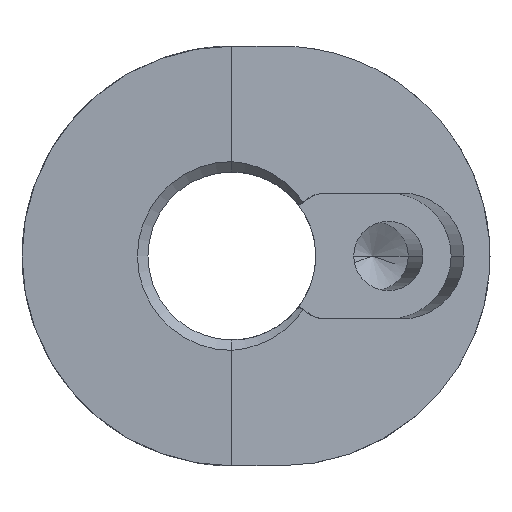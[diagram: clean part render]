
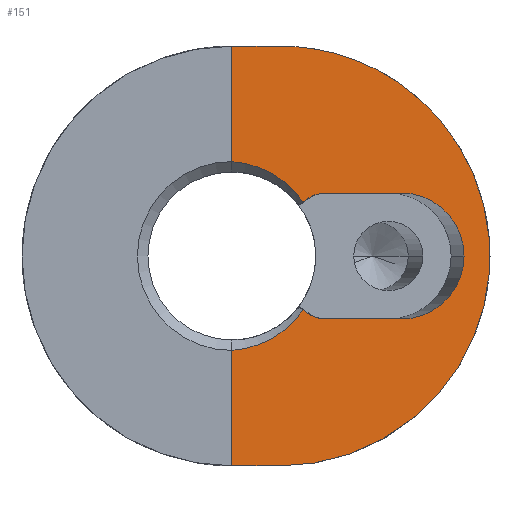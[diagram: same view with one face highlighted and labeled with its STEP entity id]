
A CAD part, left-side view. The second image highlights one B-rep face of the part: STEP entity #151.
In plain terms, the highlighted planar face has unit normal (-0.998, -0.07, 0).
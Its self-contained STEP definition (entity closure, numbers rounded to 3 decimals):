
#16 = DIRECTION ( 'NONE',  ( -0.07, 0.998, 0. ) ) ;
#18 = LINE ( 'NONE', #1613, #1316 ) ;
#23 = VERTEX_POINT ( 'NONE', #699 ) ;
#24 = CARTESIAN_POINT ( 'NONE',  ( 0.238, -3.406, -2.561 ) ) ;
#29 = VERTEX_POINT ( 'NONE', #1494 ) ;
#38 =( BOUNDED_CURVE ( )  B_SPLINE_CURVE ( 3, ( #135, #245, #113, #105 ),
 .UNSPECIFIED., .F., .F. ) 
 B_SPLINE_CURVE_WITH_KNOTS ( ( 4, 4 ),
 ( 3.745, 4.642 ),
 .UNSPECIFIED. ) 
 CURVE ( )  GEOMETRIC_REPRESENTATION_ITEM ( )  RATIONAL_B_SPLINE_CURVE ( ( 1., 0.934, 0.934, 1. ) ) 
 REPRESENTATION_ITEM ( '' )  );
#57 = CARTESIAN_POINT ( 'NONE',  ( 0.248, -3.545, 2.7 ) ) ;
#63 = DIRECTION ( 'NONE',  ( -0.998, -0.07, 0. ) ) ;
#65 = CARTESIAN_POINT ( 'NONE',  ( 0.259, -3.711, 2.811 ) ) ;
#81 = LINE ( 'NONE', #1075, #1060 ) ;
#99 = VECTOR ( 'NONE', #570, 1000. ) ;
#105 = CARTESIAN_POINT ( 'NONE',  ( 0., 0., 4.5 ) ) ;
#109 = DIRECTION ( 'NONE',  ( 0., 0., 1. ) ) ;
#113 = CARTESIAN_POINT ( 'NONE',  ( 0.098, -1.396, 4.402 ) ) ;
#116 = CARTESIAN_POINT ( 'NONE',  ( 0.564, -8.07, 0. ) ) ;
#121 = DIRECTION ( 'NONE',  ( 0.07, -0.998, 0. ) ) ;
#135 = CARTESIAN_POINT ( 'NONE',  ( 0.238, -3.406, 2.561 ) ) ;
#138 = LINE ( 'NONE', #644, #99 ) ;
#151 = ADVANCED_FACE ( 'NONE', ( #1238 ), #915, .T. ) ;
#199 = LINE ( 'NONE', #1555, #1131 ) ;
#200 = ORIENTED_EDGE ( 'NONE', *, *, #814, .F. ) ;
#220 = VERTEX_POINT ( 'NONE', #932 ) ;
#221 = VECTOR ( 'NONE', #1486, 1000. ) ;
#222 = ORIENTED_EDGE ( 'NONE', *, *, #635, .T. ) ;
#226 = CARTESIAN_POINT ( 'NONE',  ( 0.285, -4.072, 2.961 ) ) ;
#235 = VERTEX_POINT ( 'NONE', #1149 ) ;
#245 = CARTESIAN_POINT ( 'NONE',  ( 0.183, -2.612, 3.711 ) ) ;
#260 = CARTESIAN_POINT ( 'NONE',  ( 0.298, -4.268, 3. ) ) ;
#303 = ORIENTED_EDGE ( 'NONE', *, *, #1007, .T. ) ;
#309 = CARTESIAN_POINT ( 'NONE',  ( 0.312, -4.464, 3. ) ) ;
#327 = AXIS2_PLACEMENT_3D ( 'NONE', #116, #63, #121 ) ;
#331 = CARTESIAN_POINT ( 'NONE',  ( 1.559, -22.3, 10. ) ) ;
#336 = VECTOR ( 'NONE', #843, 1000. ) ;
#354 = CARTESIAN_POINT ( 'NONE',  ( 0.161, -2.3, -10. ) ) ;
#370 = CARTESIAN_POINT ( 'NONE',  ( 0.238, -3.406, 2.561 ) ) ;
#418 = CARTESIAN_POINT ( 'NONE',  ( 0.161, -2.3, -10. ) ) ;
#449 = EDGE_LOOP ( 'NONE', ( #1148, #1264, #200, #303, #1174, #222, #1502, #1183, #1061, #963, #623, #541, #1448 ) ) ;
#455 = CARTESIAN_POINT ( 'NONE',  ( 0., 0., -4.5 ) ) ;
#459 = CARTESIAN_POINT ( 'NONE',  ( 0., 0., -10. ) ) ;
#466 = CARTESIAN_POINT ( 'NONE',  ( 0., 0., 10. ) ) ;
#473 = CIRCLE ( 'NONE', #756, 3. ) ;
#512 = EDGE_CURVE ( 'NONE', #1614, #220, #1142, .T. ) ;
#538 = CARTESIAN_POINT ( 'NONE',  ( 0.098, -1.396, -4.402 ) ) ;
#541 = ORIENTED_EDGE ( 'NONE', *, *, #1064, .F. ) ;
#542 = CARTESIAN_POINT ( 'NONE',  ( 0.238, -3.406, -2.561 ) ) ;
#546 = CARTESIAN_POINT ( 'NONE',  ( 0.259, -3.711, -2.811 ) ) ;
#565 = EDGE_CURVE ( 'NONE', #1137, #634, #626, .T. ) ;
#570 = DIRECTION ( 'NONE',  ( 0.07, -0.998, 0. ) ) ;
#584 = VERTEX_POINT ( 'NONE', #610 ) ;
#610 = CARTESIAN_POINT ( 'NONE',  ( 0.564, -8.07, -3. ) ) ;
#622 = VERTEX_POINT ( 'NONE', #459 ) ;
#623 = ORIENTED_EDGE ( 'NONE', *, *, #1240, .F. ) ;
#626 =( BOUNDED_CURVE ( )  B_SPLINE_CURVE ( 3, ( #1268, #538, #949, #542 ),
 .UNSPECIFIED., .F., .F. ) 
 B_SPLINE_CURVE_WITH_KNOTS ( ( 4, 4 ),
 ( 1.641, 2.538 ),
 .UNSPECIFIED. ) 
 CURVE ( )  GEOMETRIC_REPRESENTATION_ITEM ( )  RATIONAL_B_SPLINE_CURVE ( ( 1., 0.934, 0.934, 1. ) ) 
 REPRESENTATION_ITEM ( '' )  );
#632 = DIRECTION ( 'NONE',  ( 0.07, -0.998, 0. ) ) ;
#634 = VERTEX_POINT ( 'NONE', #24 ) ;
#635 = EDGE_CURVE ( 'NONE', #220, #1111, #18, .T. ) ;
#644 = CARTESIAN_POINT ( 'NONE',  ( 0.355, -5.078, -3. ) ) ;
#651 = CARTESIAN_POINT ( 'NONE',  ( 0.564, -8.07, 0. ) ) ;
#656 = DIRECTION ( 'NONE',  ( -0.998, -0.07, 0. ) ) ;
#665 = CARTESIAN_POINT ( 'NONE',  ( 0.285, -4.072, -2.961 ) ) ;
#680 = LINE ( 'NONE', #907, #336 ) ;
#689 = EDGE_CURVE ( 'NONE', #634, #23, #1090, .T. ) ;
#698 = CARTESIAN_POINT ( 'NONE',  ( 0.298, -4.268, -3. ) ) ;
#699 = CARTESIAN_POINT ( 'NONE',  ( 0.312, -4.464, -3. ) ) ;
#706 = CARTESIAN_POINT ( 'NONE',  ( 0.248, -3.545, -2.7 ) ) ;
#720 = CARTESIAN_POINT ( 'NONE',  ( 0.238, -3.406, -2.561 ) ) ;
#756 = AXIS2_PLACEMENT_3D ( 'NONE', #651, #656, #632 ) ;
#814 = EDGE_CURVE ( 'NONE', #622, #1137, #81, .T. ) ;
#843 = DIRECTION ( 'NONE',  ( -0.07, 0.998, 0. ) ) ;
#872 = EDGE_CURVE ( 'NONE', #1406, #1584, #680, .T. ) ;
#879 = VERTEX_POINT ( 'NONE', #1067 ) ;
#907 = CARTESIAN_POINT ( 'NONE',  ( 0.355, -5.078, 3. ) ) ;
#915 = PLANE ( 'NONE',  #1559 ) ;
#932 = CARTESIAN_POINT ( 'NONE',  ( 0.161, -2.3, 10. ) ) ;
#934 = B_SPLINE_CURVE_WITH_KNOTS ( 'NONE', 3,
 ( #309, #260, #226, #65, #57, #370 ),
 .UNSPECIFIED., .F., .F.,
 ( 4, 2, 4 ),
 ( 0., 0.001, 0.001 ),
 .UNSPECIFIED. ) ;
#949 = CARTESIAN_POINT ( 'NONE',  ( 0.183, -2.612, -3.711 ) ) ;
#963 = ORIENTED_EDGE ( 'NONE', *, *, #872, .F. ) ;
#1005 = DIRECTION ( 'NONE',  ( 0., 0., 1. ) ) ;
#1007 = EDGE_CURVE ( 'NONE', #622, #1614, #1217, .T. ) ;
#1060 = VECTOR ( 'NONE', #1005, 1000. ) ;
#1061 = ORIENTED_EDGE ( 'NONE', *, *, #1161, .F. ) ;
#1064 = EDGE_CURVE ( 'NONE', #584, #235, #473, .T. ) ;
#1067 = CARTESIAN_POINT ( 'NONE',  ( 0., 0., 4.5 ) ) ;
#1075 = CARTESIAN_POINT ( 'NONE',  ( 0., 0., 0. ) ) ;
#1090 = B_SPLINE_CURVE_WITH_KNOTS ( 'NONE', 3,
 ( #720, #706, #546, #665, #698, #1191 ),
 .UNSPECIFIED., .F., .F.,
 ( 4, 2, 4 ),
 ( 0., 0.001, 0.001 ),
 .UNSPECIFIED. ) ;
#1096 = EDGE_CURVE ( 'NONE', #23, #584, #138, .T. ) ;
#1111 = VERTEX_POINT ( 'NONE', #466 ) ;
#1131 = VECTOR ( 'NONE', #109, 1000. ) ;
#1137 = VERTEX_POINT ( 'NONE', #455 ) ;
#1142 =( BOUNDED_CURVE ( )  B_SPLINE_CURVE ( 3, ( #354, #1289, #331, #1302 ),
 .UNSPECIFIED., .F., .F. ) 
 B_SPLINE_CURVE_WITH_KNOTS ( ( 4, 4 ),
 ( 1.571, 4.712 ),
 .UNSPECIFIED. ) 
 CURVE ( )  GEOMETRIC_REPRESENTATION_ITEM ( )  RATIONAL_B_SPLINE_CURVE ( ( 1., 0.333, 0.333, 1. ) ) 
 REPRESENTATION_ITEM ( '' )  );
#1148 = ORIENTED_EDGE ( 'NONE', *, *, #689, .F. ) ;
#1149 = CARTESIAN_POINT ( 'NONE',  ( 0.774, -11.063, 0. ) ) ;
#1161 = EDGE_CURVE ( 'NONE', #1584, #29, #934, .T. ) ;
#1169 = CIRCLE ( 'NONE', #327, 3. ) ;
#1172 = EDGE_CURVE ( 'NONE', #29, #879, #38, .T. ) ;
#1174 = ORIENTED_EDGE ( 'NONE', *, *, #512, .T. ) ;
#1183 = ORIENTED_EDGE ( 'NONE', *, *, #1172, .F. ) ;
#1191 = CARTESIAN_POINT ( 'NONE',  ( 0.312, -4.464, -3. ) ) ;
#1200 = CARTESIAN_POINT ( 'NONE',  ( 0.564, -8.07, 3. ) ) ;
#1217 = LINE ( 'NONE', #1473, #221 ) ;
#1238 = FACE_OUTER_BOUND ( 'NONE', #449, .T. ) ;
#1240 = EDGE_CURVE ( 'NONE', #235, #1406, #1169, .T. ) ;
#1259 = EDGE_CURVE ( 'NONE', #879, #1111, #199, .T. ) ;
#1264 = ORIENTED_EDGE ( 'NONE', *, *, #565, .F. ) ;
#1268 = CARTESIAN_POINT ( 'NONE',  ( 0., 0., -4.5 ) ) ;
#1289 = CARTESIAN_POINT ( 'NONE',  ( 1.559, -22.3, -10. ) ) ;
#1302 = CARTESIAN_POINT ( 'NONE',  ( 0.161, -2.3, 10. ) ) ;
#1316 = VECTOR ( 'NONE', #16, 1000. ) ;
#1406 = VERTEX_POINT ( 'NONE', #1200 ) ;
#1448 = ORIENTED_EDGE ( 'NONE', *, *, #1096, .F. ) ;
#1452 = DIRECTION ( 'NONE',  ( -0.998, -0.07, 0. ) ) ;
#1473 = CARTESIAN_POINT ( 'NONE',  ( 0.112, -1.6, -10. ) ) ;
#1486 = DIRECTION ( 'NONE',  ( 0.07, -0.998, 0. ) ) ;
#1494 = CARTESIAN_POINT ( 'NONE',  ( 0.238, -3.406, 2.561 ) ) ;
#1502 = ORIENTED_EDGE ( 'NONE', *, *, #1259, .F. ) ;
#1555 = CARTESIAN_POINT ( 'NONE',  ( 0., 0., 0. ) ) ;
#1559 = AXIS2_PLACEMENT_3D ( 'NONE', #1599, #1452, #1586 ) ;
#1584 = VERTEX_POINT ( 'NONE', #1589 ) ;
#1586 = DIRECTION ( 'NONE',  ( 0.07, -0.998, 0. ) ) ;
#1589 = CARTESIAN_POINT ( 'NONE',  ( 0.312, -4.464, 3. ) ) ;
#1599 = CARTESIAN_POINT ( 'NONE',  ( 0., 0., 0. ) ) ;
#1613 = CARTESIAN_POINT ( 'NONE',  ( 0.112, -1.6, 10. ) ) ;
#1614 = VERTEX_POINT ( 'NONE', #418 ) ;
